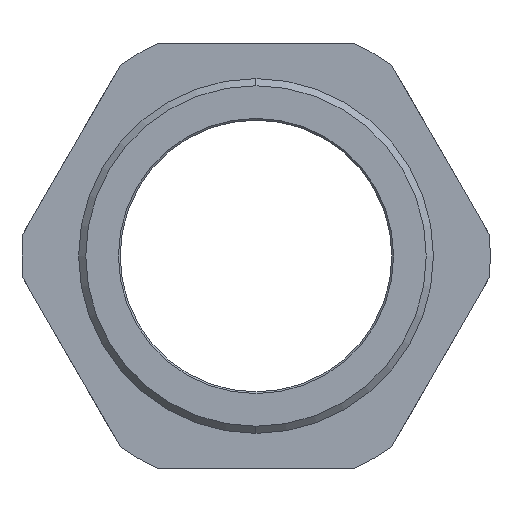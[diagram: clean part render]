
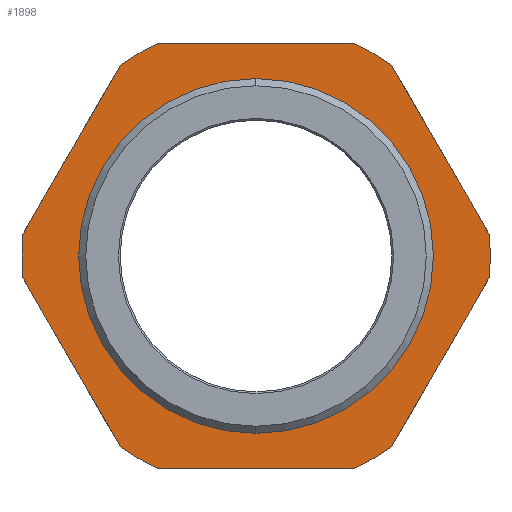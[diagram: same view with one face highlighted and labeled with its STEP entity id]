
A CAD part, left-side view. The second image highlights one B-rep face of the part: STEP entity #1898.
In plain terms, the highlighted planar face has unit normal (-1, 0, 0).
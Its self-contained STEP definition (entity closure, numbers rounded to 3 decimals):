
#10 = VECTOR ( 'NONE', #1094, 1000. ) ;
#43 = DIRECTION ( 'NONE',  ( -1., 0., 0. ) ) ;
#48 = CARTESIAN_POINT ( 'NONE',  ( 15., 0., 0. ) ) ;
#106 = CIRCLE ( 'NONE', #393, 25. ) ;
#121 = EDGE_CURVE ( 'NONE', #2563, #1121, #106, .T. ) ;
#123 = ORIENTED_EDGE ( 'NONE', *, *, #1558, .T. ) ;
#133 = AXIS2_PLACEMENT_3D ( 'NONE', #2267, #272, #2531 ) ;
#162 = AXIS2_PLACEMENT_3D ( 'NONE', #1897, #682, #1313 ) ;
#166 = DIRECTION ( 'NONE',  ( 0., 1., 0. ) ) ;
#206 = DIRECTION ( 'NONE',  ( 0., 0., 1. ) ) ;
#264 = VECTOR ( 'NONE', #1847, 1000. ) ;
#272 = DIRECTION ( 'NONE',  ( -1., 0., 0. ) ) ;
#288 = EDGE_CURVE ( 'NONE', #319, #1758, #1961, .T. ) ;
#319 = VERTEX_POINT ( 'NONE', #371 ) ;
#340 = DIRECTION ( 'NONE',  ( 0., 0., 1. ) ) ;
#345 = ORIENTED_EDGE ( 'NONE', *, *, #1336, .T. ) ;
#356 = LINE ( 'NONE', #571, #264 ) ;
#367 = EDGE_CURVE ( 'NONE', #1989, #3163, #2251, .T. ) ;
#368 = ORIENTED_EDGE ( 'NONE', *, *, #828, .T. ) ;
#371 = CARTESIAN_POINT ( 'NONE',  ( 15., 19.107, 26.906 ) ) ;
#392 = CIRCLE ( 'NONE', #2917, 33. ) ;
#393 = AXIS2_PLACEMENT_3D ( 'NONE', #2614, #43, #340 ) ;
#414 = CARTESIAN_POINT ( 'NONE',  ( 15., -13.748, 30. ) ) ;
#428 = VERTEX_POINT ( 'NONE', #2506 ) ;
#556 = CARTESIAN_POINT ( 'NONE',  ( 15., 19.107, -26.906 ) ) ;
#571 = CARTESIAN_POINT ( 'NONE',  ( 15., -32.855, -3.094 ) ) ;
#578 = CARTESIAN_POINT ( 'NONE',  ( 15., -19.107, 26.906 ) ) ;
#624 = CARTESIAN_POINT ( 'NONE',  ( 15., -13.748, -30. ) ) ;
#650 = AXIS2_PLACEMENT_3D ( 'NONE', #977, #1749, #206 ) ;
#682 = DIRECTION ( 'NONE',  ( -1., 0., 0. ) ) ;
#685 = VERTEX_POINT ( 'NONE', #3190 ) ;
#711 = LINE ( 'NONE', #556, #2215 ) ;
#796 = ORIENTED_EDGE ( 'NONE', *, *, #288, .T. ) ;
#811 = DIRECTION ( 'NONE',  ( 0., -0.5, -0.866 ) ) ;
#828 = EDGE_CURVE ( 'NONE', #685, #428, #711, .T. ) ;
#850 = EDGE_LOOP ( 'NONE', ( #1265, #368, #345, #2490, #123, #2609, #1364, #2801, #2323, #2288, #1999, #796 ) ) ;
#859 = CARTESIAN_POINT ( 'NONE',  ( 15., 0., 0. ) ) ;
#889 = VERTEX_POINT ( 'NONE', #1640 ) ;
#977 = CARTESIAN_POINT ( 'NONE',  ( 15., 0., 0. ) ) ;
#1094 = DIRECTION ( 'NONE',  ( 0., -1., 0. ) ) ;
#1099 = DIRECTION ( 'NONE',  ( 0., 0., 1. ) ) ;
#1121 = VERTEX_POINT ( 'NONE', #2658 ) ;
#1126 = VERTEX_POINT ( 'NONE', #1885 ) ;
#1148 = CIRCLE ( 'NONE', #2044, 33. ) ;
#1265 = ORIENTED_EDGE ( 'NONE', *, *, #2157, .T. ) ;
#1306 = FACE_OUTER_BOUND ( 'NONE', #850, .T. ) ;
#1313 = DIRECTION ( 'NONE',  ( 0., 0., 1. ) ) ;
#1329 = CARTESIAN_POINT ( 'NONE',  ( 15., 32.855, 3.094 ) ) ;
#1336 = EDGE_CURVE ( 'NONE', #428, #3255, #2410, .T. ) ;
#1349 = VECTOR ( 'NONE', #166, 1000. ) ;
#1364 = ORIENTED_EDGE ( 'NONE', *, *, #1722, .T. ) ;
#1369 = DIRECTION ( 'NONE',  ( -1., 0., 0. ) ) ;
#1380 = CIRCLE ( 'NONE', #2940, 33. ) ;
#1450 = EDGE_CURVE ( 'NONE', #889, #1126, #356, .T. ) ;
#1477 = CARTESIAN_POINT ( 'NONE',  ( 15., 0., 0. ) ) ;
#1558 = EDGE_CURVE ( 'NONE', #1845, #889, #2178, .T. ) ;
#1612 = CARTESIAN_POINT ( 'NONE',  ( 15., 13.748, -30. ) ) ;
#1640 = CARTESIAN_POINT ( 'NONE',  ( 15., -19.107, -26.906 ) ) ;
#1680 = LINE ( 'NONE', #2854, #2319 ) ;
#1718 = EDGE_LOOP ( 'NONE', ( #3205, #2558 ) ) ;
#1722 = EDGE_CURVE ( 'NONE', #1126, #1925, #1148, .T. ) ;
#1749 = DIRECTION ( 'NONE',  ( -1., 0., 0. ) ) ;
#1758 = VERTEX_POINT ( 'NONE', #1329 ) ;
#1786 = CIRCLE ( 'NONE', #650, 33. ) ;
#1796 = VECTOR ( 'NONE', #2164, 1000. ) ;
#1812 = AXIS2_PLACEMENT_3D ( 'NONE', #1477, #2713, #2690 ) ;
#1845 = VERTEX_POINT ( 'NONE', #624 ) ;
#1847 = DIRECTION ( 'NONE',  ( 0., -0.5, 0.866 ) ) ;
#1859 = LINE ( 'NONE', #2584, #10 ) ;
#1885 = CARTESIAN_POINT ( 'NONE',  ( 15., -32.855, -3.094 ) ) ;
#1896 = PLANE ( 'NONE',  #3232 ) ;
#1897 = CARTESIAN_POINT ( 'NONE',  ( 15., 0., 0. ) ) ;
#1898 = ADVANCED_FACE ( 'NONE', ( #2325, #1306 ), #1896, .T. ) ;
#1925 = VERTEX_POINT ( 'NONE', #2908 ) ;
#1948 = EDGE_CURVE ( 'NONE', #1121, #2563, #2446, .T. ) ;
#1961 = LINE ( 'NONE', #2628, #1796 ) ;
#1988 = DIRECTION ( 'NONE',  ( -1., 0., 0. ) ) ;
#1989 = VERTEX_POINT ( 'NONE', #414 ) ;
#1999 = ORIENTED_EDGE ( 'NONE', *, *, #3234, .T. ) ;
#2044 = AXIS2_PLACEMENT_3D ( 'NONE', #859, #2596, #2327 ) ;
#2157 = EDGE_CURVE ( 'NONE', #1758, #685, #1786, .T. ) ;
#2159 = EDGE_CURVE ( 'NONE', #3297, #1989, #392, .T. ) ;
#2164 = DIRECTION ( 'NONE',  ( 0., 0.5, -0.866 ) ) ;
#2178 = CIRCLE ( 'NONE', #162, 33. ) ;
#2215 = VECTOR ( 'NONE', #811, 1000. ) ;
#2251 = LINE ( 'NONE', #2463, #1349 ) ;
#2267 = CARTESIAN_POINT ( 'NONE',  ( 15., 0., 0. ) ) ;
#2288 = ORIENTED_EDGE ( 'NONE', *, *, #367, .T. ) ;
#2312 = CARTESIAN_POINT ( 'NONE',  ( 15., 13.748, 30. ) ) ;
#2319 = VECTOR ( 'NONE', #2592, 1000. ) ;
#2323 = ORIENTED_EDGE ( 'NONE', *, *, #2159, .T. ) ;
#2325 = FACE_BOUND ( 'NONE', #1718, .T. ) ;
#2327 = DIRECTION ( 'NONE',  ( 0., 0., 1. ) ) ;
#2352 = EDGE_CURVE ( 'NONE', #1925, #3297, #1680, .T. ) ;
#2383 = DIRECTION ( 'NONE',  ( -1., 0., 0. ) ) ;
#2410 = CIRCLE ( 'NONE', #133, 33. ) ;
#2446 = CIRCLE ( 'NONE', #1812, 25. ) ;
#2463 = CARTESIAN_POINT ( 'NONE',  ( 15., 13.748, 30. ) ) ;
#2490 = ORIENTED_EDGE ( 'NONE', *, *, #3270, .T. ) ;
#2506 = CARTESIAN_POINT ( 'NONE',  ( 15., 19.107, -26.906 ) ) ;
#2531 = DIRECTION ( 'NONE',  ( 0., 0., 1. ) ) ;
#2558 = ORIENTED_EDGE ( 'NONE', *, *, #1948, .F. ) ;
#2563 = VERTEX_POINT ( 'NONE', #2903 ) ;
#2584 = CARTESIAN_POINT ( 'NONE',  ( 15., -13.748, -30. ) ) ;
#2592 = DIRECTION ( 'NONE',  ( 0., 0.5, 0.866 ) ) ;
#2596 = DIRECTION ( 'NONE',  ( -1., 0., 0. ) ) ;
#2609 = ORIENTED_EDGE ( 'NONE', *, *, #1450, .T. ) ;
#2614 = CARTESIAN_POINT ( 'NONE',  ( 15., 0., 0. ) ) ;
#2628 = CARTESIAN_POINT ( 'NONE',  ( 15., 32.855, 3.094 ) ) ;
#2658 = CARTESIAN_POINT ( 'NONE',  ( 15., 0., 25. ) ) ;
#2690 = DIRECTION ( 'NONE',  ( 0., 0., 1. ) ) ;
#2713 = DIRECTION ( 'NONE',  ( -1., 0., 0. ) ) ;
#2758 = CARTESIAN_POINT ( 'NONE',  ( 15., 0., 0. ) ) ;
#2801 = ORIENTED_EDGE ( 'NONE', *, *, #2352, .T. ) ;
#2854 = CARTESIAN_POINT ( 'NONE',  ( 15., -19.107, 26.906 ) ) ;
#2903 = CARTESIAN_POINT ( 'NONE',  ( 15., 0., -25. ) ) ;
#2908 = CARTESIAN_POINT ( 'NONE',  ( 15., -32.855, 3.094 ) ) ;
#2917 = AXIS2_PLACEMENT_3D ( 'NONE', #2758, #1988, #3019 ) ;
#2940 = AXIS2_PLACEMENT_3D ( 'NONE', #48, #1369, #1099 ) ;
#3019 = DIRECTION ( 'NONE',  ( 0., 0., 1. ) ) ;
#3151 = CARTESIAN_POINT ( 'NONE',  ( 15., 25., 0. ) ) ;
#3163 = VERTEX_POINT ( 'NONE', #2312 ) ;
#3190 = CARTESIAN_POINT ( 'NONE',  ( 15., 32.855, -3.094 ) ) ;
#3194 = DIRECTION ( 'NONE',  ( 0., 0., 1. ) ) ;
#3205 = ORIENTED_EDGE ( 'NONE', *, *, #121, .F. ) ;
#3232 = AXIS2_PLACEMENT_3D ( 'NONE', #3151, #2383, #3194 ) ;
#3234 = EDGE_CURVE ( 'NONE', #3163, #319, #1380, .T. ) ;
#3255 = VERTEX_POINT ( 'NONE', #1612 ) ;
#3270 = EDGE_CURVE ( 'NONE', #3255, #1845, #1859, .T. ) ;
#3297 = VERTEX_POINT ( 'NONE', #578 ) ;
